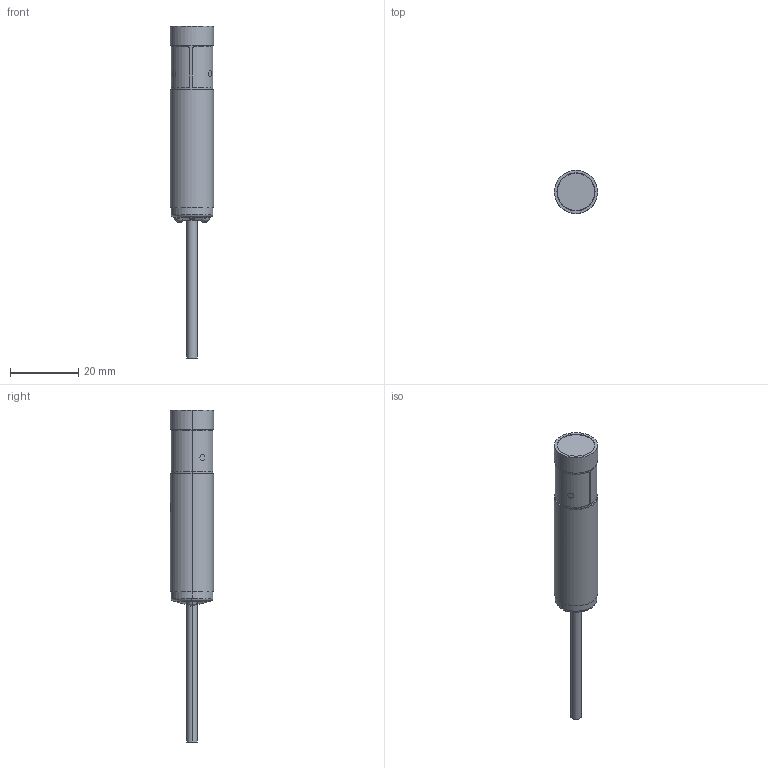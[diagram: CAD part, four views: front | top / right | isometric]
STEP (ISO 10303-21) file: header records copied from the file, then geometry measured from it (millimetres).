
FILE_DESCRIPTION((''),'2;1');
FILE_NAME('193978_ASM','2016-03-09T',('pdmadmin'),(''),'PRO/ENGINEER BY PARAMETRIC TECHNOLOGY CORPORATION, 2013230','PRO/ENGINEER BY PARAMETRIC TECHNOLOGY CORPORATION, 2013230','');
FILE_SCHEMA(('CONFIG_CONTROL_DESIGN'));
Length unit declared in the file: inch
Products named in the file (8): 51403; 60517; 28557; 28554; 51283; 44926; 51404; 193978_ASM
Assembly tree (7 placements, depth 2):
  193978_ASM
    51403
    60517
    28557
    28554
    51283
    44926
    51404
Bounding box: 12.7 x 12.7 x 97.5 mm (x, y, z)
Volume: 3375.7 mm3; surface area: 6533 mm2
Topology: 7 solids, 7 shells, 227 faces, 564 edges, 366 vertices
Faces by surface type: plane 123, cylinder 62, cone 32, sphere 4, bspline 4, torus 2
Entity records: 7514 total; most frequent: CARTESIAN_POINT 1912, DIRECTION 1122, ORIENTED_EDGE 1120, EDGE_CURVE 560, AXIS2_PLACEMENT_3D 408, VERTEX_POINT 366, VECTOR 306, LINE 306
